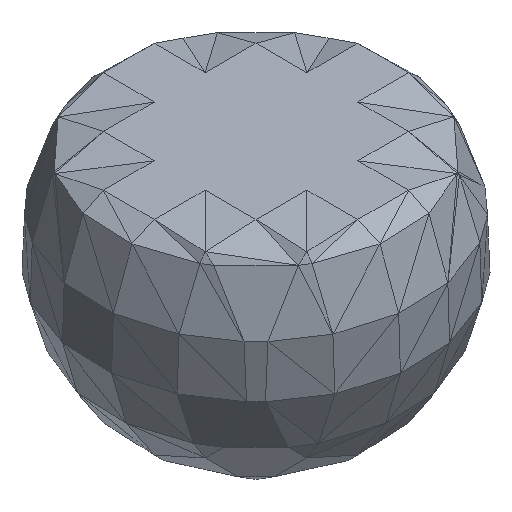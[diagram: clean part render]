
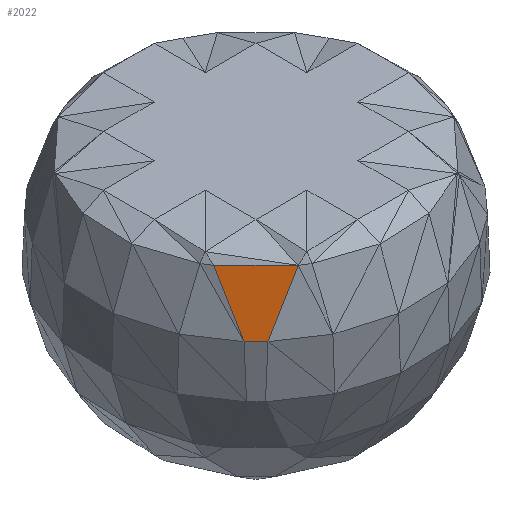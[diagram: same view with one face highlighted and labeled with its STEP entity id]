
A CAD part, isometric view. The second image highlights one B-rep face of the part: STEP entity #2022.
In plain terms, the highlighted planar face has unit normal (0.652, 0.652, -0.388).
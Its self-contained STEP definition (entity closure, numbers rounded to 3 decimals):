
#2011 = PLANE('',#2012);
#2012 = AXIS2_PLACEMENT_3D('',#2013,#2014,#2015);
#2013 = CARTESIAN_POINT('',(-1.395,-1.395,
    0.073));
#2014 = DIRECTION('',(0.707,0.707,-0.035)
  );
#2015 = DIRECTION('',(0.707,-0.707,0.));
#2022 = ADVANCED_FACE('',(#2023),#2037,.T.);
#2023 = FACE_BOUND('',#2024,.T.);
#2024 = EDGE_LOOP('',(#2025,#2060,#2082,#2110));
#2025 = ORIENTED_EDGE('',*,*,#2026,.T.);
#2026 = EDGE_CURVE('',#2027,#2029,#2031,.T.);
#2027 = VERTEX_POINT('',#2028);
#2028 = CARTESIAN_POINT('',(-0.953,-1.46,0.98));
#2029 = VERTEX_POINT('',#2030);
#2030 = CARTESIAN_POINT('',(-1.316,-1.46,0.37));
#2031 = SURFACE_CURVE('',#2032,(#2036,#2048),.PCURVE_S1.);
#2032 = LINE('',#2033,#2034);
#2033 = CARTESIAN_POINT('',(-0.953,-1.46,0.98));
#2034 = VECTOR('',#2035,1.);
#2035 = DIRECTION('',(-0.511,0.,-0.859));
#2036 = PCURVE('',#2037,#2042);
#2037 = PLANE('',#2038);
#2038 = AXIS2_PLACEMENT_3D('',#2039,#2040,#2041);
#2039 = CARTESIAN_POINT('',(-1.277,-1.277,
    0.742));
#2040 = DIRECTION('',(0.652,0.652,-0.388));
#2041 = DIRECTION('',(0.707,-0.707,0.));
#2042 = DEFINITIONAL_REPRESENTATION('',(#2043),#2047);
#2043 = LINE('',#2044,#2045);
#2044 = CARTESIAN_POINT('',(0.358,-0.258));
#2045 = VECTOR('',#2046,1.);
#2046 = DIRECTION('',(-0.362,0.932));
#2047 = ( GEOMETRIC_REPRESENTATION_CONTEXT(2) 
PARAMETRIC_REPRESENTATION_CONTEXT() REPRESENTATION_CONTEXT('2D SPACE',''
  ) );
#2048 = PCURVE('',#2049,#2054);
#2049 = PLANE('',#2050);
#2050 = AXIS2_PLACEMENT_3D('',#2051,#2052,#2053);
#2051 = CARTESIAN_POINT('',(-1.038,-1.56,
    0.588));
#2052 = DIRECTION('',(-0.528,-0.789,0.314));
#2053 = DIRECTION('',(-0.831,0.557,0.
    ));
#2054 = DEFINITIONAL_REPRESENTATION('',(#2055),#2059);
#2055 = LINE('',#2056,#2057);
#2056 = CARTESIAN_POINT('',(-0.015,-0.413));
#2057 = VECTOR('',#2058,1.);
#2058 = DIRECTION('',(0.425,0.905));
#2059 = ( GEOMETRIC_REPRESENTATION_CONTEXT(2) 
PARAMETRIC_REPRESENTATION_CONTEXT() REPRESENTATION_CONTEXT('2D SPACE',''
  ) );
#2060 = ORIENTED_EDGE('',*,*,#2061,.T.);
#2061 = EDGE_CURVE('',#2029,#2062,#2064,.T.);
#2062 = VERTEX_POINT('',#2063);
#2063 = CARTESIAN_POINT('',(-1.46,-1.316,0.37));
#2064 = SURFACE_CURVE('',#2065,(#2069,#2076),.PCURVE_S1.);
#2065 = LINE('',#2066,#2067);
#2066 = CARTESIAN_POINT('',(-1.316,-1.46,0.37));
#2067 = VECTOR('',#2068,1.);
#2068 = DIRECTION('',(-0.707,0.707,0.));
#2069 = PCURVE('',#2037,#2070);
#2070 = DEFINITIONAL_REPRESENTATION('',(#2071),#2075);
#2071 = LINE('',#2072,#2073);
#2072 = CARTESIAN_POINT('',(0.102,0.404));
#2073 = VECTOR('',#2074,1.);
#2074 = DIRECTION('',(-1.,0.));
#2075 = ( GEOMETRIC_REPRESENTATION_CONTEXT(2) 
PARAMETRIC_REPRESENTATION_CONTEXT() REPRESENTATION_CONTEXT('2D SPACE',''
  ) );
#2076 = PCURVE('',#2011,#2077);
#2077 = DEFINITIONAL_REPRESENTATION('',(#2078),#2081);
#2078 = B_SPLINE_CURVE_WITH_KNOTS('',1,(#2079,#2080),.UNSPECIFIED.,.F.,
  .F.,(2,2),(0.,0.203),.PIECEWISE_BEZIER_KNOTS.);
#2079 = CARTESIAN_POINT('',(0.102,-0.297));
#2080 = CARTESIAN_POINT('',(-0.102,-0.297));
#2081 = ( GEOMETRIC_REPRESENTATION_CONTEXT(2) 
PARAMETRIC_REPRESENTATION_CONTEXT() REPRESENTATION_CONTEXT('2D SPACE',''
  ) );
#2082 = ORIENTED_EDGE('',*,*,#2083,.T.);
#2083 = EDGE_CURVE('',#2062,#2084,#2086,.T.);
#2084 = VERTEX_POINT('',#2085);
#2085 = CARTESIAN_POINT('',(-1.46,-0.953,0.98));
#2086 = SURFACE_CURVE('',#2087,(#2091,#2098),.PCURVE_S1.);
#2087 = LINE('',#2088,#2089);
#2088 = CARTESIAN_POINT('',(-1.46,-1.316,0.37));
#2089 = VECTOR('',#2090,1.);
#2090 = DIRECTION('',(0.,0.511,0.859));
#2091 = PCURVE('',#2037,#2092);
#2092 = DEFINITIONAL_REPRESENTATION('',(#2093),#2097);
#2093 = LINE('',#2094,#2095);
#2094 = CARTESIAN_POINT('',(-0.102,0.404));
#2095 = VECTOR('',#2096,1.);
#2096 = DIRECTION('',(-0.362,-0.932));
#2097 = ( GEOMETRIC_REPRESENTATION_CONTEXT(2) 
PARAMETRIC_REPRESENTATION_CONTEXT() REPRESENTATION_CONTEXT('2D SPACE',''
  ) );
#2098 = PCURVE('',#2099,#2104);
#2099 = PLANE('',#2100);
#2100 = AXIS2_PLACEMENT_3D('',#2101,#2102,#2103);
#2101 = CARTESIAN_POINT('',(-1.477,-1.092,0.698
    ));
#2102 = DIRECTION('',(-0.818,-0.494,0.294));
#2103 = DIRECTION('',(0.517,-0.856,0.
    ));
#2104 = DEFINITIONAL_REPRESENTATION('',(#2105),#2109);
#2105 = LINE('',#2106,#2107);
#2106 = CARTESIAN_POINT('',(0.201,-0.343));
#2107 = VECTOR('',#2108,1.);
#2108 = DIRECTION('',(-0.438,0.899));
#2109 = ( GEOMETRIC_REPRESENTATION_CONTEXT(2) 
PARAMETRIC_REPRESENTATION_CONTEXT() REPRESENTATION_CONTEXT('2D SPACE',''
  ) );
#2110 = ORIENTED_EDGE('',*,*,#2111,.T.);
#2111 = EDGE_CURVE('',#2084,#2027,#2112,.T.);
#2112 = SURFACE_CURVE('',#2113,(#2117,#2124),.PCURVE_S1.);
#2113 = LINE('',#2114,#2115);
#2114 = CARTESIAN_POINT('',(-1.46,-0.953,0.98));
#2115 = VECTOR('',#2116,1.);
#2116 = DIRECTION('',(0.707,-0.707,0.));
#2117 = PCURVE('',#2037,#2118);
#2118 = DEFINITIONAL_REPRESENTATION('',(#2119),#2123);
#2119 = LINE('',#2120,#2121);
#2120 = CARTESIAN_POINT('',(-0.358,-0.258));
#2121 = VECTOR('',#2122,1.);
#2122 = DIRECTION('',(1.,0.));
#2123 = ( GEOMETRIC_REPRESENTATION_CONTEXT(2) 
PARAMETRIC_REPRESENTATION_CONTEXT() REPRESENTATION_CONTEXT('2D SPACE',''
  ) );
#2124 = PCURVE('',#2125,#2130);
#2125 = PLANE('',#2126);
#2126 = AXIS2_PLACEMENT_3D('',#2127,#2128,#2129);
#2127 = CARTESIAN_POINT('',(-1.227,-1.156,
    1.006));
#2128 = DIRECTION('',(-0.551,-0.551,0.627));
#2129 = DIRECTION('',(0.,0.751,0.66)
  );
#2130 = DEFINITIONAL_REPRESENTATION('',(#2131),#2135);
#2131 = LINE('',#2132,#2133);
#2132 = CARTESIAN_POINT('',(0.136,0.278));
#2133 = VECTOR('',#2134,1.);
#2134 = DIRECTION('',(-0.531,-0.847));
#2135 = ( GEOMETRIC_REPRESENTATION_CONTEXT(2) 
PARAMETRIC_REPRESENTATION_CONTEXT() REPRESENTATION_CONTEXT('2D SPACE',''
  ) );
